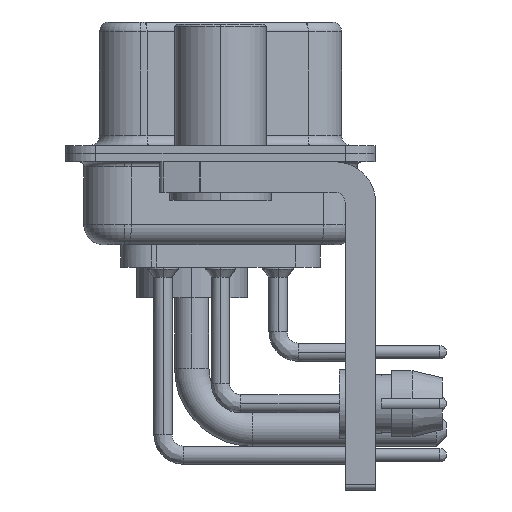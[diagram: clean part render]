
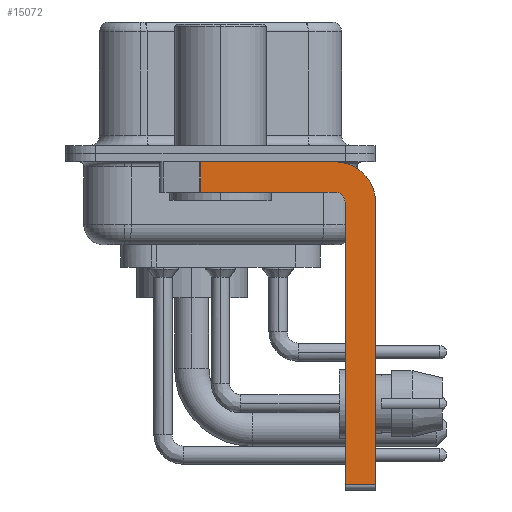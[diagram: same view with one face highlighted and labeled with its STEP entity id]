
A CAD part, left-side view. The second image highlights one B-rep face of the part: STEP entity #15072.
In plain terms, the highlighted planar face has unit normal (-1, 0, 0).
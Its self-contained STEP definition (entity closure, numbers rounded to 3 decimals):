
#575 = EDGE_CURVE ( 'NONE', #11644, #25817, #25156, .T. ) ;
#800 = ORIENTED_EDGE ( 'NONE', *, *, #575, .F. ) ;
#827 = DIRECTION ( 'NONE',  ( 0., 0., -1. ) ) ;
#1192 = LINE ( 'NONE', #4418, #13860 ) ;
#1603 = CARTESIAN_POINT ( 'NONE',  ( -2.9, 0.978, -1.9 ) ) ;
#2007 = CARTESIAN_POINT ( 'NONE',  ( -2.9, -5.65, -2.4 ) ) ;
#2229 = CARTESIAN_POINT ( 'NONE',  ( -2.9, -5.65, -1.9 ) ) ;
#2407 = DIRECTION ( 'NONE',  ( 0., 0., 1. ) ) ;
#2429 = DIRECTION ( 'NONE',  ( 0., 1., 0. ) ) ;
#2733 = PLANE ( 'NONE',  #3212 ) ;
#3212 = AXIS2_PLACEMENT_3D ( 'NONE', #31085, #21630, #30681 ) ;
#4418 = CARTESIAN_POINT ( 'NONE',  ( -2.9, -6.15, -16.6 ) ) ;
#6983 = AXIS2_PLACEMENT_3D ( 'NONE', #18174, #39526, #39735 ) ;
#7455 = DIRECTION ( 'NONE',  ( 0., 0., -1. ) ) ;
#8530 = CARTESIAN_POINT ( 'NONE',  ( -2.9, -5.65, -0.4 ) ) ;
#9579 = FACE_OUTER_BOUND ( 'NONE', #35121, .T. ) ;
#9809 = EDGE_CURVE ( 'NONE', #20162, #26854, #29591, .T. ) ;
#9914 = VERTEX_POINT ( 'NONE', #15889 ) ;
#11208 = EDGE_CURVE ( 'NONE', #31980, #20162, #19731, .T. ) ;
#11644 = VERTEX_POINT ( 'NONE', #14635 ) ;
#13860 = VECTOR ( 'NONE', #16641, 1000. ) ;
#13893 = ORIENTED_EDGE ( 'NONE', *, *, #11208, .F. ) ;
#14511 = CARTESIAN_POINT ( 'NONE',  ( -2.9, 3., -0.4 ) ) ;
#14635 = CARTESIAN_POINT ( 'NONE',  ( -2.9, -7.65, -2.4 ) ) ;
#14668 = CARTESIAN_POINT ( 'NONE',  ( -2.9, -7.65, -16.35 ) ) ;
#15072 = ADVANCED_FACE ( 'NONE', ( #9579 ), #2733, .F. ) ;
#15889 = CARTESIAN_POINT ( 'NONE',  ( -2.9, -6.15, -16.35 ) ) ;
#16019 = ORIENTED_EDGE ( 'NONE', *, *, #21304, .F. ) ;
#16641 = DIRECTION ( 'NONE',  ( 0., 0., 1. ) ) ;
#17178 = EDGE_CURVE ( 'NONE', #28577, #36559, #17312, .T. ) ;
#17312 = LINE ( 'NONE', #14511, #18114 ) ;
#17549 = ORIENTED_EDGE ( 'NONE', *, *, #17178, .F. ) ;
#18114 = VECTOR ( 'NONE', #23350, 1000. ) ;
#18174 = CARTESIAN_POINT ( 'NONE',  ( -2.9, -5.65, -2.4 ) ) ;
#18402 = DIRECTION ( 'NONE',  ( 0., -1., 0. ) ) ;
#19113 = CARTESIAN_POINT ( 'NONE',  ( -2.9, -7.65, -2.4 ) ) ;
#19731 = CIRCLE ( 'NONE', #23570, 0.5 ) ;
#20162 = VERTEX_POINT ( 'NONE', #38051 ) ;
#21304 = EDGE_CURVE ( 'NONE', #36559, #11644, #37907, .T. ) ;
#21630 = DIRECTION ( 'NONE',  ( 1., 0., 0. ) ) ;
#22418 = LINE ( 'NONE', #30880, #31098 ) ;
#23350 = DIRECTION ( 'NONE',  ( 0., -1., 0. ) ) ;
#23570 = AXIS2_PLACEMENT_3D ( 'NONE', #2007, #35622, #2407 ) ;
#24134 = VECTOR ( 'NONE', #827, 1000. ) ;
#25156 = LINE ( 'NONE', #19113, #24134 ) ;
#25817 = VERTEX_POINT ( 'NONE', #14668 ) ;
#26809 = ORIENTED_EDGE ( 'NONE', *, *, #28492, .T. ) ;
#26854 = VERTEX_POINT ( 'NONE', #31917 ) ;
#27485 = VECTOR ( 'NONE', #7455, 1000. ) ;
#28492 = EDGE_CURVE ( 'NONE', #9914, #25817, #22418, .T. ) ;
#28577 = VERTEX_POINT ( 'NONE', #32263 ) ;
#28633 = VECTOR ( 'NONE', #2429, 1000. ) ;
#29591 = LINE ( 'NONE', #2229, #28633 ) ;
#30681 = DIRECTION ( 'NONE',  ( 0., 0., -1. ) ) ;
#30880 = CARTESIAN_POINT ( 'NONE',  ( -2.9, -5.65, -16.35 ) ) ;
#31085 = CARTESIAN_POINT ( 'NONE',  ( -2.9, -5.65, -2.4 ) ) ;
#31098 = VECTOR ( 'NONE', #18402, 1000. ) ;
#31917 = CARTESIAN_POINT ( 'NONE',  ( -2.9, 0.978, -1.9 ) ) ;
#31980 = VERTEX_POINT ( 'NONE', #37507 ) ;
#32089 = ORIENTED_EDGE ( 'NONE', *, *, #9809, .F. ) ;
#32263 = CARTESIAN_POINT ( 'NONE',  ( -2.9, 0.978, -0.4 ) ) ;
#33050 = EDGE_CURVE ( 'NONE', #9914, #31980, #1192, .T. ) ;
#35014 = LINE ( 'NONE', #1603, #27485 ) ;
#35121 = EDGE_LOOP ( 'NONE', ( #17549, #36157, #32089, #13893, #38111, #26809, #800, #16019 ) ) ;
#35622 = DIRECTION ( 'NONE',  ( -1., 0., 0. ) ) ;
#36157 = ORIENTED_EDGE ( 'NONE', *, *, #36813, .T. ) ;
#36559 = VERTEX_POINT ( 'NONE', #8530 ) ;
#36813 = EDGE_CURVE ( 'NONE', #28577, #26854, #35014, .T. ) ;
#37507 = CARTESIAN_POINT ( 'NONE',  ( -2.9, -6.15, -2.4 ) ) ;
#37907 = CIRCLE ( 'NONE', #6983, 2. ) ;
#38051 = CARTESIAN_POINT ( 'NONE',  ( -2.9, -5.65, -1.9 ) ) ;
#38111 = ORIENTED_EDGE ( 'NONE', *, *, #33050, .F. ) ;
#39526 = DIRECTION ( 'NONE',  ( 1., 0., 0. ) ) ;
#39735 = DIRECTION ( 'NONE',  ( 0., 0., -1. ) ) ;
